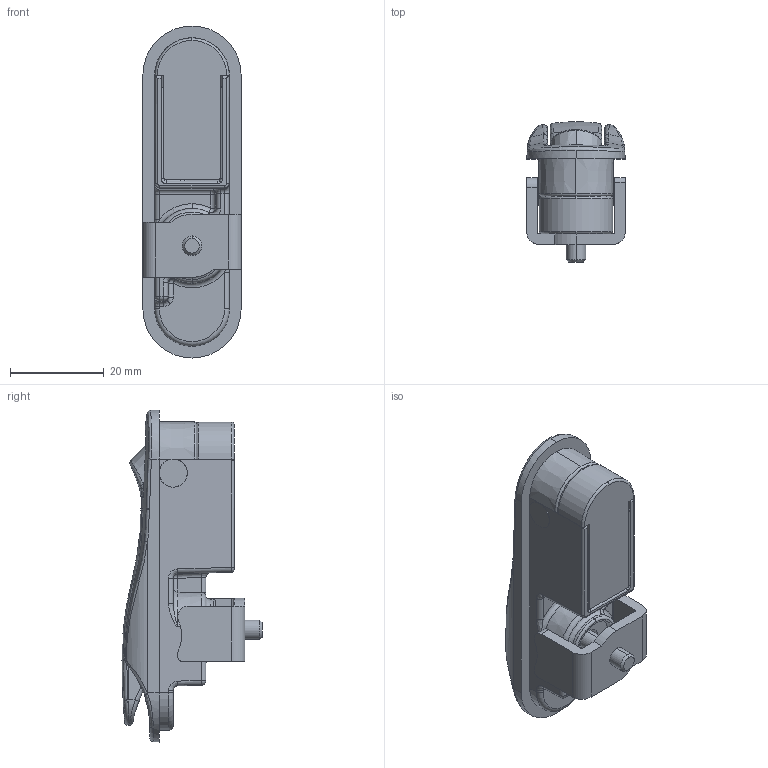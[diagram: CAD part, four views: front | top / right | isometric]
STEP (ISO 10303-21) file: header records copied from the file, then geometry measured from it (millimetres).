
FILE_DESCRIPTION (( 'STEP AP203' ), '1' );
FILE_NAME ('C-990.STEP', '2020-03-05T04:41:25', ( '' ), ( '' ), 'SwSTEP 2.0', 'SolidWorks 2018', '' );
FILE_SCHEMA (( 'CONFIG_CONTROL_DESIGN' ));
Length unit declared in the file: millimetre
Products named in the file (7): C-990; C-990_十字穴付小ねじ_内径基準ver1.02_M5x15十字穴付なべ小ねじ(SUS); C-990_フック_; C-990_ビスキャップ_; C-990_フックシャフト_; C-990_ハンガーフック_; C-990_ベース_
Assembly tree (6 placements, depth 2):
  C-990
    C-990_ベース_
    C-990_フックシャフト_
    C-990_フック_
    C-990_ハンガーフック_
    C-990_十字穴付小ねじ_内径基準ver1.02_M5x15十字穴付なべ小ねじ(SUS)
    C-990_ビスキャップ_
Bounding box: 21.1 x 29.97 x 71 mm (x, y, z)
Volume: 14925.5 mm3; surface area: 12590.2 mm2
Topology: 6 solids, 6 shells, 683 faces, 1752 edges, 1061 vertices
Faces by surface type: bspline 250, cylinder 170, plane 154, cone 44, torus 41, sphere 24
Entity records: 28211 total; most frequent: CARTESIAN_POINT 13156, ORIENTED_EDGE 3474, DIRECTION 2440, EDGE_CURVE 1737, VERTEX_POINT 1061, AXIS2_PLACEMENT_3D 956, EDGE_LOOP 702, FACE_OUTER_BOUND 683
